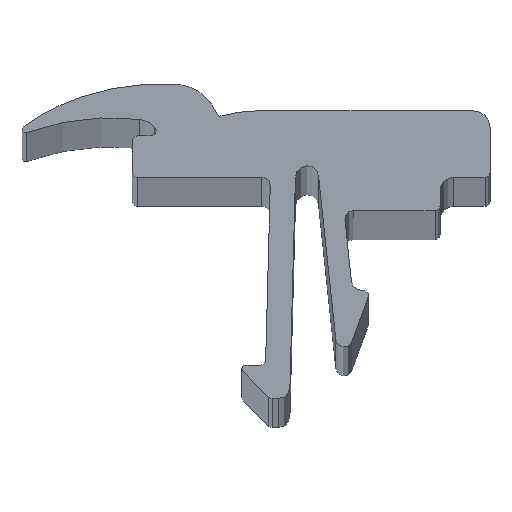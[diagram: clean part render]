
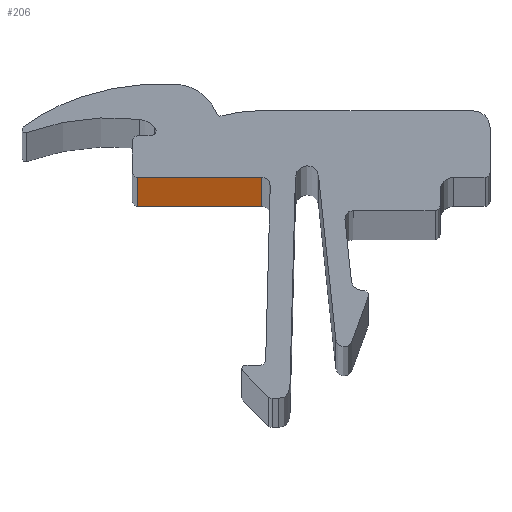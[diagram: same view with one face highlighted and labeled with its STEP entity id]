
A CAD part, top view. The second image highlights one B-rep face of the part: STEP entity #206.
In plain terms, the highlighted planar face has unit normal (0, -1, 0).
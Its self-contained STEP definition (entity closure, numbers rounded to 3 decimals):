
#206=ADVANCED_FACE('',(#261),#262,.T.);
#261=FACE_OUTER_BOUND('',#347,.T.);
#262=PLANE('',#348);
#347=EDGE_LOOP('',(#488,#489,#490,#491));
#348=AXIS2_PLACEMENT_3D('',#492,#493,#494);
#488=ORIENTED_EDGE('',*,*,#821,.F.);
#489=ORIENTED_EDGE('',*,*,#820,.F.);
#490=ORIENTED_EDGE('',*,*,#822,.T.);
#491=ORIENTED_EDGE('',*,*,#823,.T.);
#492=CARTESIAN_POINT('',(-6.457,2.0,-500.0));
#493=DIRECTION('',(0.0,-1.0,0.0));
#494=DIRECTION('',(1.0,0.0,0.0));
#820=EDGE_CURVE('',#967,#965,#969,.T.);
#821=EDGE_CURVE('',#965,#970,#971,.T.);
#822=EDGE_CURVE('',#967,#972,#973,.T.);
#823=EDGE_CURVE('',#972,#970,#974,.T.);
#965=VERTEX_POINT('',#1186);
#967=VERTEX_POINT('',#1188);
#969=LINE('',#1190,#1191);
#970=VERTEX_POINT('',#1192);
#971=LINE('',#1193,#1194);
#972=VERTEX_POINT('',#1195);
#973=LINE('',#1196,#1197);
#974=LINE('',#1198,#1199);
#1186=CARTESIAN_POINT('',(-10.2,2.0,500.0));
#1188=CARTESIAN_POINT('',(-10.2,2.0,-500.0));
#1190=CARTESIAN_POINT('',(-10.2,2.0,-500.0));
#1191=VECTOR('',#1462,1.0);
#1192=CARTESIAN_POINT('',(-2.714,2.0,500.0));
#1193=CARTESIAN_POINT('',(-6.457,2.0,500.0));
#1194=VECTOR('',#1463,1.0);
#1195=CARTESIAN_POINT('',(-2.714,2.0,-500.0));
#1196=CARTESIAN_POINT('',(-6.457,2.0,-500.0));
#1197=VECTOR('',#1464,1.0);
#1198=CARTESIAN_POINT('',(-2.714,2.0,-500.0));
#1199=VECTOR('',#1465,1.0);
#1462=DIRECTION('',(0.0,0.0,1.0));
#1463=DIRECTION('',(1.0,0.0,0.0));
#1464=DIRECTION('',(1.0,0.0,0.0));
#1465=DIRECTION('',(0.0,0.0,1.0));
